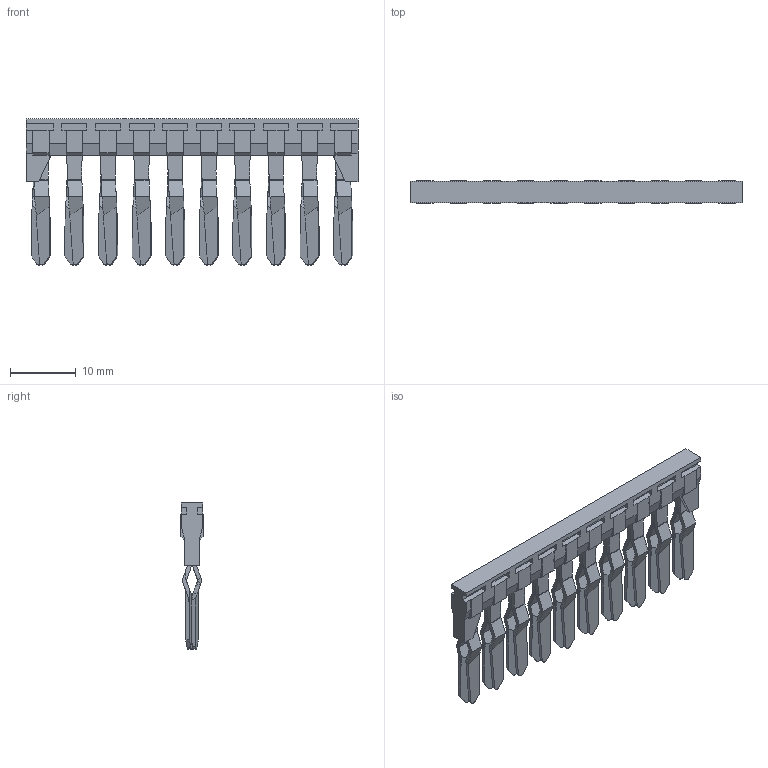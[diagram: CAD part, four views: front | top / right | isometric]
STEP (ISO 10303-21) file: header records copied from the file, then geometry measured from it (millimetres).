
FILE_DESCRIPTION(/* description */ (''),/* implementation_level */ '2;1');
FILE_NAME(/* name */ '17400.8_FIQI_2.5-4_10.stp',/* time_stamp */ '2018-06-26T10:10:59+02:00',/* author */ (''),/* organization */ (''),/* preprocessor_version */ 'ST-DEVELOPER v16',/* originating_system */ 'SIEMENS PLM Software NX 10.0',/* authorisation */ '');
FILE_SCHEMA (('AP203_CONFIGURATION_CONTROLLED_3D_DESIGN_OF_MECHANICAL_PARTS_AND_ASSEMBLIES_MIM_LF { 1 0 10303 403 2 1 2}'));
Length unit declared in the file: millimetre
Products named in the file (1): scho2214D57Bx422
Bounding box: 50.4 x 3.4 x 22.17 mm (x, y, z)
Volume: 1255.8 mm3; surface area: 2651.8 mm2
Topology: 1 solids, 1 shells, 754 faces, 2082 edges, 1338 vertices
Faces by surface type: plane 576, cylinder 98, bspline 80
Entity records: 26296 total; most frequent: CARTESIAN_POINT 7345, ORIENTED_EDGE 4240, DIRECTION 3350, EDGE_CURVE 2120, LINE 1752, VECTOR 1752, VERTEX_POINT 1398, AXIS2_PLACEMENT_3D 799
